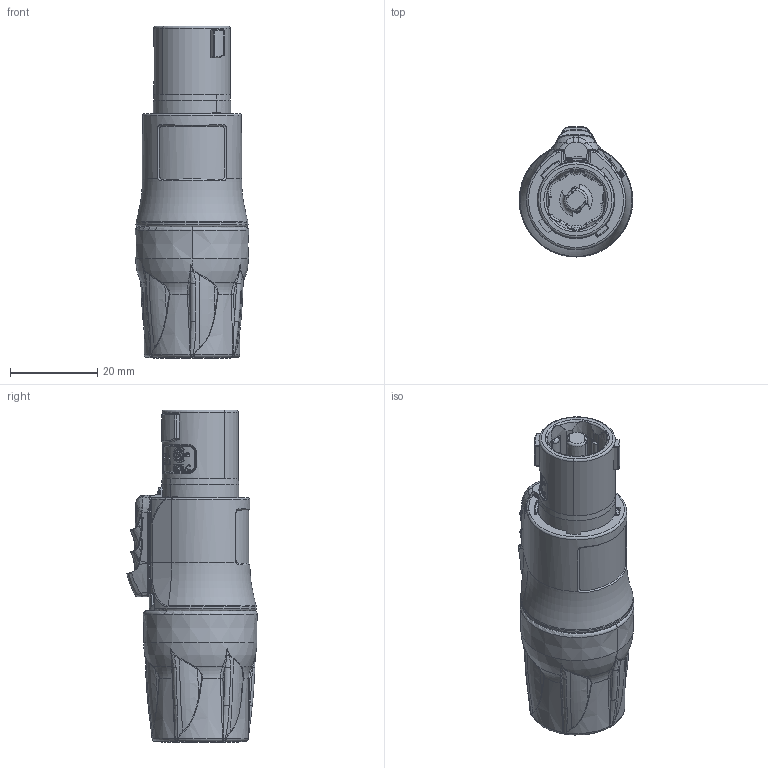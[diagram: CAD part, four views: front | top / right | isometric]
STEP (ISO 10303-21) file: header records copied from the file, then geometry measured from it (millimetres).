
FILE_DESCRIPTION((''),'2;1');
FILE_NAME('NL4FC','2019-06-28T13:45:44',('noe'),(''),'CREO PARAMETRIC BY PTC INC, 2018500','CREO PARAMETRIC BY PTC INC, 2018500','');
FILE_SCHEMA(('CONFIG_CONTROL_DESIGN'));
Products named in the file (1): NL4FC
Bounding box: 26.11 x 29.88 x 76.25 mm (x, y, z)
Volume: 27022.1 mm3; surface area: 10417.7 mm2
Topology: 1 solids, 8 shells, 1785 faces, 4470 edges, 2740 vertices
Faces by surface type: bspline 681, plane 384, extrusion 215, cylinder 209, cone 127, torus 117, sphere 52
Entity records: 82870 total; most frequent: CARTESIAN_POINT 46477, ORIENTED_EDGE 8864, DIRECTION 5439, EDGE_CURVE 4470, VERTEX_POINT 2740, B_SPLINE_CURVE_WITH_KNOTS 2376, AXIS2_PLACEMENT_3D 2025, EDGE_LOOP 1842
